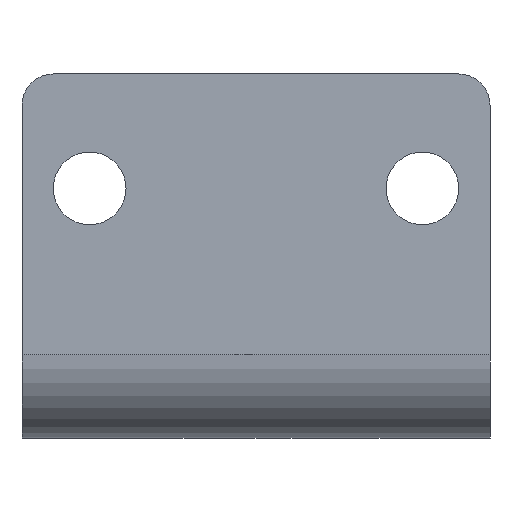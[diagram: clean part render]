
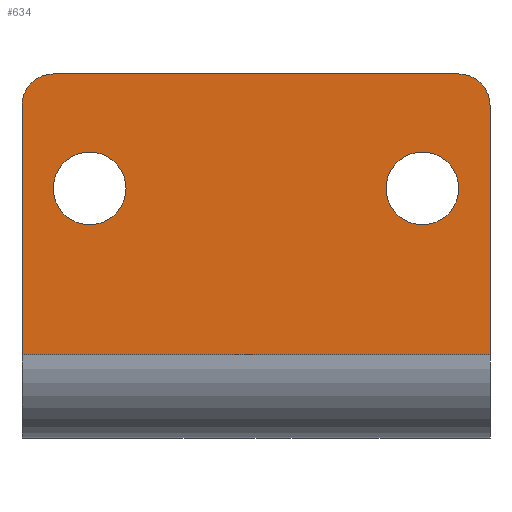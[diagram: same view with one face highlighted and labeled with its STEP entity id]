
A CAD part, front view. The second image highlights one B-rep face of the part: STEP entity #634.
In plain terms, the highlighted planar face has unit normal (0, -1, 0).
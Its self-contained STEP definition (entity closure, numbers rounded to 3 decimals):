
#5 = DIRECTION ( 'NONE',  ( 1., 0., 0. ) ) ;
#10 = CARTESIAN_POINT ( 'NONE',  ( -22.5, -4., 4. ) ) ;
#19 = VERTEX_POINT ( 'NONE', #398 ) ;
#32 = CARTESIAN_POINT ( 'NONE',  ( -16., -4., 20. ) ) ;
#40 = DIRECTION ( 'NONE',  ( 0., 0., -1. ) ) ;
#43 = CARTESIAN_POINT ( 'NONE',  ( 16., -4., 16.5 ) ) ;
#64 = EDGE_CURVE ( 'NONE', #19, #224, #109, .T. ) ;
#85 = DIRECTION ( 'NONE',  ( 0., 0., -1. ) ) ;
#102 = LINE ( 'NONE', #685, #654 ) ;
#105 = ORIENTED_EDGE ( 'NONE', *, *, #840, .F. ) ;
#109 = CIRCLE ( 'NONE', #783, 3. ) ;
#116 = VERTEX_POINT ( 'NONE', #161 ) ;
#120 = DIRECTION ( 'NONE',  ( 1., 0., 0. ) ) ;
#125 = ORIENTED_EDGE ( 'NONE', *, *, #833, .T. ) ;
#150 = DIRECTION ( 'NONE',  ( 0., 0., -1. ) ) ;
#161 = CARTESIAN_POINT ( 'NONE',  ( 22.5, -4., 4. ) ) ;
#182 = DIRECTION ( 'NONE',  ( 0., 1., 0. ) ) ;
#197 = CARTESIAN_POINT ( 'NONE',  ( -22.5, -4., 28. ) ) ;
#206 = CARTESIAN_POINT ( 'NONE',  ( -16., -4., 23.5 ) ) ;
#209 = EDGE_LOOP ( 'NONE', ( #769, #524, #105, #368, #719, #832 ) ) ;
#220 = VERTEX_POINT ( 'NONE', #543 ) ;
#224 = VERTEX_POINT ( 'NONE', #197 ) ;
#237 = DIRECTION ( 'NONE',  ( 0., 0., -1. ) ) ;
#241 = DIRECTION ( 'NONE',  ( 0., -1., 0. ) ) ;
#245 = CARTESIAN_POINT ( 'NONE',  ( -22.5, -4., -4. ) ) ;
#246 = CARTESIAN_POINT ( 'NONE',  ( -19.5, -4., 28. ) ) ;
#247 = EDGE_CURVE ( 'NONE', #220, #779, #264, .T. ) ;
#250 = EDGE_LOOP ( 'NONE', ( #251, #313 ) ) ;
#251 = ORIENTED_EDGE ( 'NONE', *, *, #247, .T. ) ;
#255 = VERTEX_POINT ( 'NONE', #691 ) ;
#259 = EDGE_CURVE ( 'NONE', #779, #220, #455, .T. ) ;
#264 = CIRCLE ( 'NONE', #645, 3.5 ) ;
#265 = EDGE_CURVE ( 'NONE', #255, #116, #102, .T. ) ;
#291 = AXIS2_PLACEMENT_3D ( 'NONE', #32, #550, #494 ) ;
#313 = ORIENTED_EDGE ( 'NONE', *, *, #259, .T. ) ;
#316 = EDGE_CURVE ( 'NONE', #255, #612, #415, .T. ) ;
#322 = PLANE ( 'NONE',  #472 ) ;
#327 = VERTEX_POINT ( 'NONE', #877 ) ;
#339 = DIRECTION ( 'NONE',  ( 0., -1., 0. ) ) ;
#349 = VECTOR ( 'NONE', #85, 1000. ) ;
#368 = ORIENTED_EDGE ( 'NONE', *, *, #64, .T. ) ;
#377 = VERTEX_POINT ( 'NONE', #206 ) ;
#394 = CARTESIAN_POINT ( 'NONE',  ( -22.5, -4., -4. ) ) ;
#397 = LINE ( 'NONE', #394, #349 ) ;
#398 = CARTESIAN_POINT ( 'NONE',  ( -19.5, -4., 31. ) ) ;
#409 = CARTESIAN_POINT ( 'NONE',  ( -22.5, -4., 31. ) ) ;
#415 = CIRCLE ( 'NONE', #573, 3. ) ;
#416 = CARTESIAN_POINT ( 'NONE',  ( 16., -4., 20. ) ) ;
#436 = CARTESIAN_POINT ( 'NONE',  ( 19.5, -4., 31. ) ) ;
#449 = DIRECTION ( 'NONE',  ( 0., 0., -1. ) ) ;
#452 = FACE_OUTER_BOUND ( 'NONE', #209, .T. ) ;
#455 = CIRCLE ( 'NONE', #733, 3.5 ) ;
#461 = CARTESIAN_POINT ( 'NONE',  ( 19.5, -4., 28. ) ) ;
#472 = AXIS2_PLACEMENT_3D ( 'NONE', #245, #241, #237 ) ;
#474 = DIRECTION ( 'NONE',  ( 0., 0., -1. ) ) ;
#479 = DIRECTION ( 'NONE',  ( 0., 0., -1. ) ) ;
#489 = FACE_BOUND ( 'NONE', #775, .T. ) ;
#494 = DIRECTION ( 'NONE',  ( 0., 0., -1. ) ) ;
#524 = ORIENTED_EDGE ( 'NONE', *, *, #316, .T. ) ;
#529 = DIRECTION ( 'NONE',  ( 0., 1., 0. ) ) ;
#531 = LINE ( 'NONE', #409, #723 ) ;
#538 = CARTESIAN_POINT ( 'NONE',  ( -16., -4., 20. ) ) ;
#543 = CARTESIAN_POINT ( 'NONE',  ( 16., -4., 23.5 ) ) ;
#550 = DIRECTION ( 'NONE',  ( 0., 1., 0. ) ) ;
#558 = CARTESIAN_POINT ( 'NONE',  ( 16., -4., 20. ) ) ;
#573 = AXIS2_PLACEMENT_3D ( 'NONE', #461, #671, #449 ) ;
#604 = LINE ( 'NONE', #10, #668 ) ;
#612 = VERTEX_POINT ( 'NONE', #436 ) ;
#624 = EDGE_CURVE ( 'NONE', #757, #377, #636, .T. ) ;
#629 = ORIENTED_EDGE ( 'NONE', *, *, #624, .T. ) ;
#634 = ADVANCED_FACE ( 'NONE', ( #673, #489, #452 ), #322, .T. ) ;
#636 = CIRCLE ( 'NONE', #291, 3.5 ) ;
#641 = DIRECTION ( 'NONE',  ( 0., 1., 0. ) ) ;
#645 = AXIS2_PLACEMENT_3D ( 'NONE', #558, #529, #150 ) ;
#651 = CARTESIAN_POINT ( 'NONE',  ( -16., -4., 16.5 ) ) ;
#654 = VECTOR ( 'NONE', #40, 1000. ) ;
#668 = VECTOR ( 'NONE', #5, 1000. ) ;
#671 = DIRECTION ( 'NONE',  ( 0., -1., 0. ) ) ;
#673 = FACE_BOUND ( 'NONE', #250, .T. ) ;
#685 = CARTESIAN_POINT ( 'NONE',  ( 22.5, -4., -4. ) ) ;
#691 = CARTESIAN_POINT ( 'NONE',  ( 22.5, -4., 28. ) ) ;
#699 = EDGE_CURVE ( 'NONE', #224, #327, #397, .T. ) ;
#700 = EDGE_CURVE ( 'NONE', #327, #116, #604, .T. ) ;
#703 = CIRCLE ( 'NONE', #875, 3.5 ) ;
#719 = ORIENTED_EDGE ( 'NONE', *, *, #699, .T. ) ;
#723 = VECTOR ( 'NONE', #120, 1000. ) ;
#733 = AXIS2_PLACEMENT_3D ( 'NONE', #416, #182, #474 ) ;
#757 = VERTEX_POINT ( 'NONE', #651 ) ;
#769 = ORIENTED_EDGE ( 'NONE', *, *, #265, .F. ) ;
#775 = EDGE_LOOP ( 'NONE', ( #125, #629 ) ) ;
#779 = VERTEX_POINT ( 'NONE', #43 ) ;
#783 = AXIS2_PLACEMENT_3D ( 'NONE', #246, #339, #479 ) ;
#797 = DIRECTION ( 'NONE',  ( 0., 0., -1. ) ) ;
#832 = ORIENTED_EDGE ( 'NONE', *, *, #700, .T. ) ;
#833 = EDGE_CURVE ( 'NONE', #377, #757, #703, .T. ) ;
#840 = EDGE_CURVE ( 'NONE', #19, #612, #531, .T. ) ;
#875 = AXIS2_PLACEMENT_3D ( 'NONE', #538, #641, #797 ) ;
#877 = CARTESIAN_POINT ( 'NONE',  ( -22.5, -4., 4. ) ) ;
